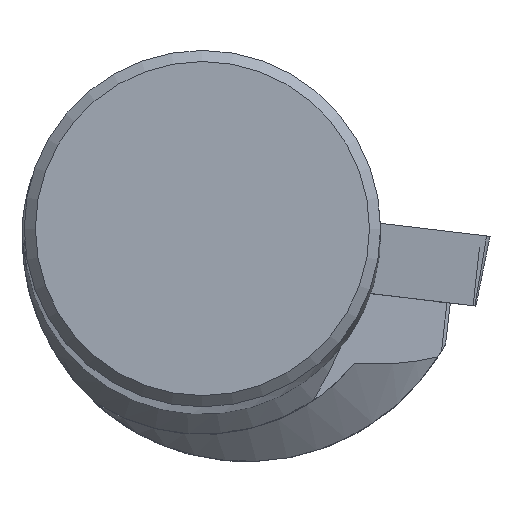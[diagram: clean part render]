
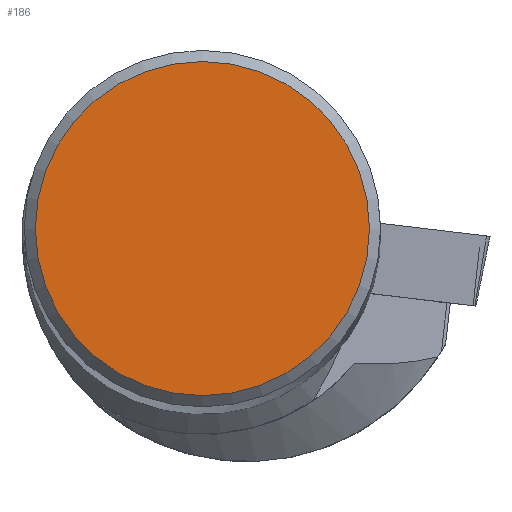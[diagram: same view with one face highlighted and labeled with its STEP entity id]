
A CAD part, top view. The second image highlights one B-rep face of the part: STEP entity #186.
In plain terms, the highlighted planar face has unit normal (0, 0, 1).
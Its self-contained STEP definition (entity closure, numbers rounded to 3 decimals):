
#147=FACE_OUTER_BOUND('',#364,.T.);
#186=ADVANCED_FACE('',(#147),#213,.T.);
#213=PLANE('',#930);
#364=EDGE_LOOP('',(#519));
#519=ORIENTED_EDGE('',*,*,#737,.F.);
#648=VERTEX_POINT('',#1543);
#737=EDGE_CURVE('',#648,#648,#780,.T.);
#780=CIRCLE('',#929,7.493);
#929=AXIS2_PLACEMENT_3D('',#1542,#1117,#1118);
#930=AXIS2_PLACEMENT_3D('',#1544,#1119,#1120);
#1117=DIRECTION('',(0.,0.,-1.));
#1118=DIRECTION('',(-1.,0.,0.));
#1119=DIRECTION('',(0.,0.,1.));
#1120=DIRECTION('',(-1.,0.,0.));
#1542=CARTESIAN_POINT('',(0.,0.,0.));
#1543=CARTESIAN_POINT('',(-7.493,0.,0.));
#1544=CARTESIAN_POINT('',(0.,0.,0.));
